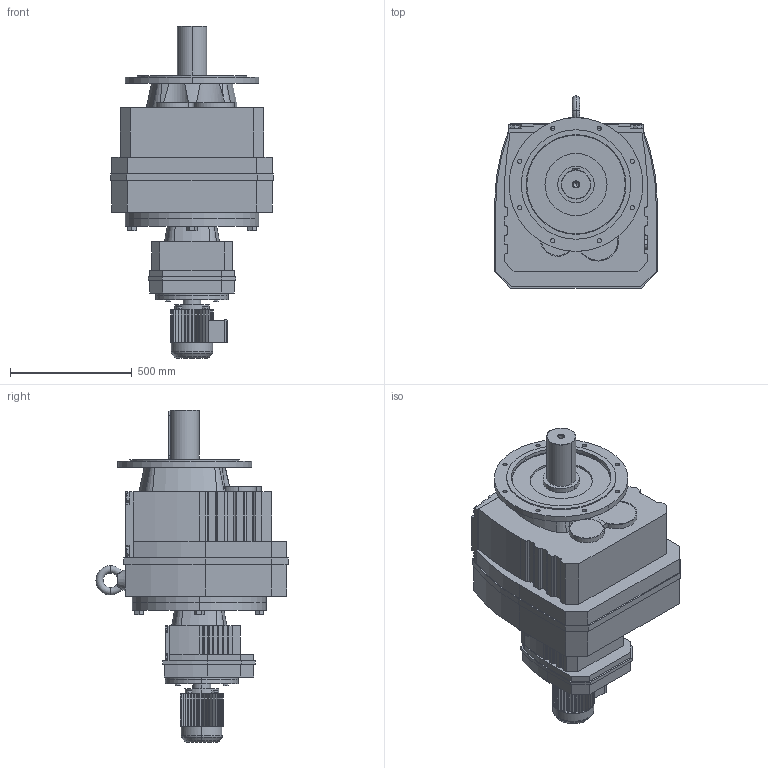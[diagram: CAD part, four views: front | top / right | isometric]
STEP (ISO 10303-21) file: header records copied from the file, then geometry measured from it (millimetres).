
FILE_DESCRIPTION(('Open CASCADE Model'),'2;1');
FILE_NAME('Open CASCADE Shape Model','2019-08-22T18:42:00',('Author'),( 'Open CASCADE'),'Open CASCADE STEP processor 6.3','Open CASCADE 6.3' ,'Unknown');
FILE_SCHEMA(('AUTOMOTIVE_DESIGN_CC2 { 1 2 10303 214 -1 1 5 4 }'));
Length unit declared in the file: millimetre
Products named in the file (4): 1_RF167R97-Y80M-550; RF37‵167_167_550.step; 萇儂_300_Y80M.step; R_167_97.step
Assembly tree (3 placements, depth 2):
  1_RF167R97-Y80M-550
    RF37‵167_167_550.step
    萇儂_300_Y80M.step
    R_167_97.step
Bounding box: 670 x 790 x 1365 mm (x, y, z)
Volume: 229556440.7 mm3; surface area: 4169195.4 mm2
Topology: 3 solids, 3 shells, 991 faces, 2641 edges, 1718 vertices
Faces by surface type: plane 704, cylinder 247, cone 28, torus 12
Entity records: 69344 total; most frequent: CARTESIAN_POINT 18633, DIRECTION 8881, ORIENTED_EDGE 5278, PCURVE 5278, DEFINITIONAL_REPRESENTATION 5278, LINE 5104, VECTOR 5104, EDGE_CURVE 2639
